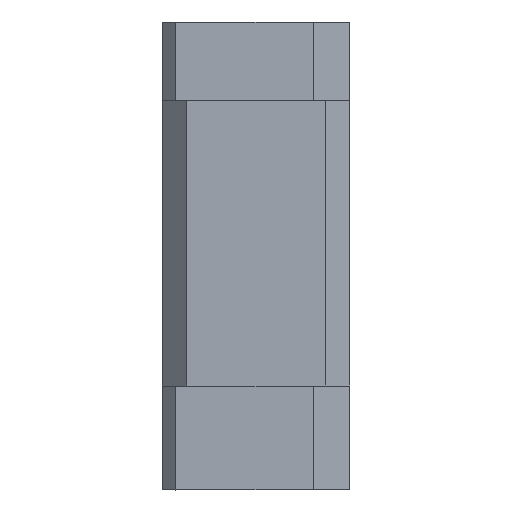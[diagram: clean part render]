
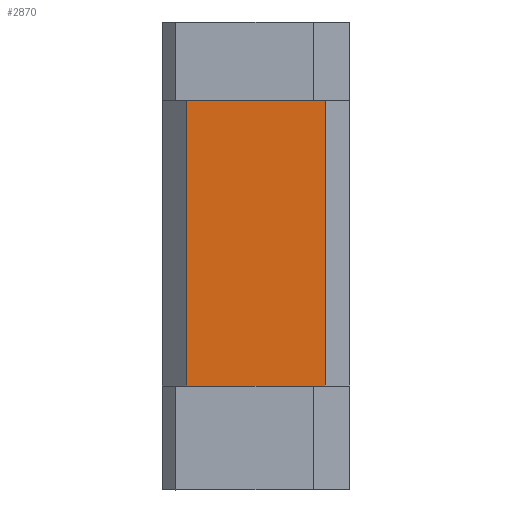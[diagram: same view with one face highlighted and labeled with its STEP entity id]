
A CAD part, left-side view. The second image highlights one B-rep face of the part: STEP entity #2870.
In plain terms, the highlighted planar face has unit normal (-1, 0, 0).
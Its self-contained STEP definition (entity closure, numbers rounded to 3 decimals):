
#65 = ORIENTED_EDGE ( 'NONE', *, *, #1334, .F. ) ;
#116 = DIRECTION ( 'NONE',  ( 0., 0., -1. ) ) ;
#144 = EDGE_CURVE ( 'NONE', #2400, #1141, #2135, .T. ) ;
#186 = VECTOR ( 'NONE', #2000, 1000. ) ;
#498 = VECTOR ( 'NONE', #116, 1000. ) ;
#534 = EDGE_CURVE ( 'NONE', #2021, #2428, #1297, .T. ) ;
#774 = DIRECTION ( 'NONE',  ( -1., 0., 0. ) ) ;
#806 = CARTESIAN_POINT ( 'NONE',  ( -24.114, 14.414, 9. ) ) ;
#925 = EDGE_CURVE ( 'NONE', #2428, #1141, #2868, .T. ) ;
#991 = CARTESIAN_POINT ( 'NONE',  ( -24.114, 18.414, -7.5 ) ) ;
#1141 = VERTEX_POINT ( 'NONE', #1629 ) ;
#1193 = CARTESIAN_POINT ( 'NONE',  ( -24.114, 14.414, 13.5 ) ) ;
#1264 = CARTESIAN_POINT ( 'NONE',  ( -24.114, 14.414, -7.5 ) ) ;
#1297 = LINE ( 'NONE', #991, #1896 ) ;
#1334 = EDGE_CURVE ( 'NONE', #2400, #2021, #2378, .T. ) ;
#1367 = DIRECTION ( 'NONE',  ( 0., 0., 1. ) ) ;
#1440 = CARTESIAN_POINT ( 'NONE',  ( -24.114, 14.414, 13.5 ) ) ;
#1503 = CARTESIAN_POINT ( 'NONE',  ( -24.114, 22.414, -7.5 ) ) ;
#1577 = VECTOR ( 'NONE', #1367, 1000. ) ;
#1629 = CARTESIAN_POINT ( 'NONE',  ( -24.114, 22.414, 9. ) ) ;
#1698 = DIRECTION ( 'NONE',  ( 0., 1., 0. ) ) ;
#1772 = AXIS2_PLACEMENT_3D ( 'NONE', #1193, #774, #2314 ) ;
#1782 = CARTESIAN_POINT ( 'NONE',  ( -24.114, 18.414, 9. ) ) ;
#1896 = VECTOR ( 'NONE', #1698, 1000. ) ;
#1943 = ORIENTED_EDGE ( 'NONE', *, *, #534, .F. ) ;
#1954 = EDGE_LOOP ( 'NONE', ( #2821, #2862, #1943, #65 ) ) ;
#2000 = DIRECTION ( 'NONE',  ( 0., 1., 0. ) ) ;
#2021 = VERTEX_POINT ( 'NONE', #1264 ) ;
#2107 = PLANE ( 'NONE',  #1772 ) ;
#2135 = LINE ( 'NONE', #1782, #186 ) ;
#2314 = DIRECTION ( 'NONE',  ( 0., -1., 0. ) ) ;
#2334 = FACE_OUTER_BOUND ( 'NONE', #1954, .T. ) ;
#2378 = LINE ( 'NONE', #1440, #498 ) ;
#2400 = VERTEX_POINT ( 'NONE', #806 ) ;
#2402 = CARTESIAN_POINT ( 'NONE',  ( -24.114, 22.414, 13.5 ) ) ;
#2428 = VERTEX_POINT ( 'NONE', #1503 ) ;
#2821 = ORIENTED_EDGE ( 'NONE', *, *, #144, .T. ) ;
#2862 = ORIENTED_EDGE ( 'NONE', *, *, #925, .F. ) ;
#2868 = LINE ( 'NONE', #2402, #1577 ) ;
#2870 = ADVANCED_FACE ( 'NONE', ( #2334 ), #2107, .T. ) ;
